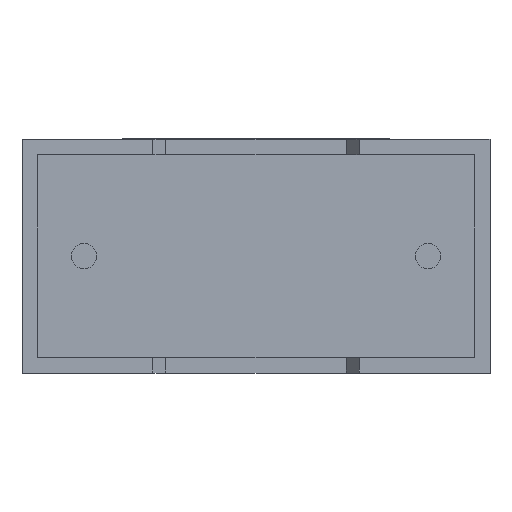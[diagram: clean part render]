
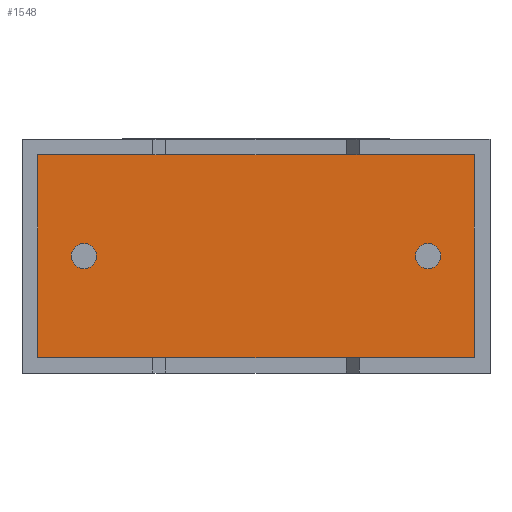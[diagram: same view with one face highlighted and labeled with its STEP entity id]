
A CAD part, front view. The second image highlights one B-rep face of the part: STEP entity #1548.
In plain terms, the highlighted planar face has unit normal (0, -1, 0).
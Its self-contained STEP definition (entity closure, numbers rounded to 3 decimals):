
#82 = EDGE_LOOP ( 'NONE', ( #2211, #1341 ) ) ;
#89 = AXIS2_PLACEMENT_3D ( 'NONE', #2545, #2564, #1373 ) ;
#174 = VERTEX_POINT ( 'NONE', #2487 ) ;
#186 = FACE_BOUND ( 'NONE', #82, .T. ) ;
#213 = CARTESIAN_POINT ( 'NONE',  ( 1.35, 0.75, 2.55 ) ) ;
#256 = DIRECTION ( 'NONE',  ( 0., 0., -1. ) ) ;
#276 = DIRECTION ( 'NONE',  ( -1., 0., 0. ) ) ;
#316 = CARTESIAN_POINT ( 'NONE',  ( 0.34, 0.75, 0.34 ) ) ;
#352 = EDGE_CURVE ( 'NONE', #1194, #174, #515, .T. ) ;
#382 = CARTESIAN_POINT ( 'NONE',  ( 0.34, 0.75, 4.76 ) ) ;
#413 = PLANE ( 'NONE',  #1117 ) ;
#448 = CARTESIAN_POINT ( 'NONE',  ( 1.35, 0.75, 2.275 ) ) ;
#495 = VERTEX_POINT ( 'NONE', #1963 ) ;
#515 = CIRCLE ( 'NONE', #2582, 0.275 ) ;
#523 = LINE ( 'NONE', #1479, #873 ) ;
#553 = ORIENTED_EDGE ( 'NONE', *, *, #1641, .T. ) ;
#647 = FACE_BOUND ( 'NONE', #1396, .T. ) ;
#714 = VERTEX_POINT ( 'NONE', #1049 ) ;
#807 = ORIENTED_EDGE ( 'NONE', *, *, #1496, .T. ) ;
#872 = EDGE_CURVE ( 'NONE', #495, #2144, #1924, .T. ) ;
#873 = VECTOR ( 'NONE', #2186, 1000. ) ;
#885 = EDGE_LOOP ( 'NONE', ( #807, #936, #553, #1910 ) ) ;
#936 = ORIENTED_EDGE ( 'NONE', *, *, #2095, .T. ) ;
#965 = VERTEX_POINT ( 'NONE', #1094 ) ;
#1009 = LINE ( 'NONE', #316, #2852 ) ;
#1049 = CARTESIAN_POINT ( 'NONE',  ( 9.86, 0.75, 0.34 ) ) ;
#1094 = CARTESIAN_POINT ( 'NONE',  ( 0.34, 0.75, 0.34 ) ) ;
#1117 = AXIS2_PLACEMENT_3D ( 'NONE', #2452, #1796, #2122 ) ;
#1149 = DIRECTION ( 'NONE',  ( 0., 0., -1. ) ) ;
#1170 = EDGE_CURVE ( 'NONE', #1918, #2631, #1675, .T. ) ;
#1194 = VERTEX_POINT ( 'NONE', #448 ) ;
#1199 = EDGE_CURVE ( 'NONE', #174, #1194, #2266, .T. ) ;
#1229 = CIRCLE ( 'NONE', #3055, 0.275 ) ;
#1341 = ORIENTED_EDGE ( 'NONE', *, *, #2626, .F. ) ;
#1373 = DIRECTION ( 'NONE',  ( 0., 0., -1. ) ) ;
#1381 = VECTOR ( 'NONE', #276, 1000. ) ;
#1392 = CARTESIAN_POINT ( 'NONE',  ( 1.35, 0.75, 2.55 ) ) ;
#1396 = EDGE_LOOP ( 'NONE', ( #2690, #2384 ) ) ;
#1479 = CARTESIAN_POINT ( 'NONE',  ( 9.86, 0.75, 0.34 ) ) ;
#1496 = EDGE_CURVE ( 'NONE', #2144, #965, #1837, .T. ) ;
#1518 = CARTESIAN_POINT ( 'NONE',  ( 8.85, 0.75, 2.825 ) ) ;
#1548 = ADVANCED_FACE ( 'NONE', ( #186, #1823, #647 ), #413, .T. ) ;
#1614 = DIRECTION ( 'NONE',  ( 0., -1., 0. ) ) ;
#1618 = DIRECTION ( 'NONE',  ( 0., 0., -1. ) ) ;
#1641 = EDGE_CURVE ( 'NONE', #714, #495, #523, .T. ) ;
#1675 = CIRCLE ( 'NONE', #89, 0.275 ) ;
#1748 = CARTESIAN_POINT ( 'NONE',  ( 0.34, 0.75, 4.76 ) ) ;
#1796 = DIRECTION ( 'NONE',  ( 0., -1., 0. ) ) ;
#1823 = FACE_OUTER_BOUND ( 'NONE', #885, .T. ) ;
#1837 = LINE ( 'NONE', #382, #2501 ) ;
#1910 = ORIENTED_EDGE ( 'NONE', *, *, #872, .T. ) ;
#1918 = VERTEX_POINT ( 'NONE', #1518 ) ;
#1924 = LINE ( 'NONE', #2863, #1381 ) ;
#1963 = CARTESIAN_POINT ( 'NONE',  ( 9.86, 0.75, 4.76 ) ) ;
#2095 = EDGE_CURVE ( 'NONE', #965, #714, #1009, .T. ) ;
#2122 = DIRECTION ( 'NONE',  ( 0., 0., -1. ) ) ;
#2144 = VERTEX_POINT ( 'NONE', #1748 ) ;
#2186 = DIRECTION ( 'NONE',  ( 0., 0., 1. ) ) ;
#2211 = ORIENTED_EDGE ( 'NONE', *, *, #1170, .F. ) ;
#2266 = CIRCLE ( 'NONE', #2805, 0.275 ) ;
#2295 = DIRECTION ( 'NONE',  ( 0., -1., 0. ) ) ;
#2347 = CARTESIAN_POINT ( 'NONE',  ( 8.85, 0.75, 2.55 ) ) ;
#2384 = ORIENTED_EDGE ( 'NONE', *, *, #352, .F. ) ;
#2452 = CARTESIAN_POINT ( 'NONE',  ( 0., 0.75, 0. ) ) ;
#2487 = CARTESIAN_POINT ( 'NONE',  ( 1.35, 0.75, 2.825 ) ) ;
#2501 = VECTOR ( 'NONE', #2791, 1000. ) ;
#2545 = CARTESIAN_POINT ( 'NONE',  ( 8.85, 0.75, 2.55 ) ) ;
#2564 = DIRECTION ( 'NONE',  ( 0., -1., 0. ) ) ;
#2582 = AXIS2_PLACEMENT_3D ( 'NONE', #213, #1614, #1149 ) ;
#2626 = EDGE_CURVE ( 'NONE', #2631, #1918, #1229, .T. ) ;
#2631 = VERTEX_POINT ( 'NONE', #3038 ) ;
#2675 = DIRECTION ( 'NONE',  ( 1., 0., 0. ) ) ;
#2690 = ORIENTED_EDGE ( 'NONE', *, *, #1199, .F. ) ;
#2791 = DIRECTION ( 'NONE',  ( 0., 0., -1. ) ) ;
#2805 = AXIS2_PLACEMENT_3D ( 'NONE', #1392, #2295, #1618 ) ;
#2852 = VECTOR ( 'NONE', #2675, 1000. ) ;
#2863 = CARTESIAN_POINT ( 'NONE',  ( 9.86, 0.75, 4.76 ) ) ;
#3038 = CARTESIAN_POINT ( 'NONE',  ( 8.85, 0.75, 2.275 ) ) ;
#3055 = AXIS2_PLACEMENT_3D ( 'NONE', #2347, #3056, #256 ) ;
#3056 = DIRECTION ( 'NONE',  ( 0., -1., 0. ) ) ;
